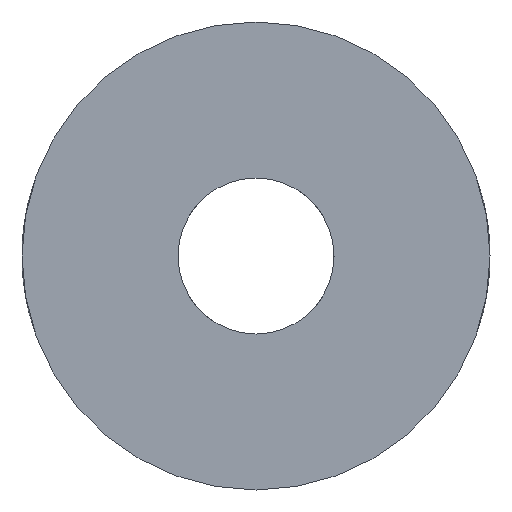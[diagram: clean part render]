
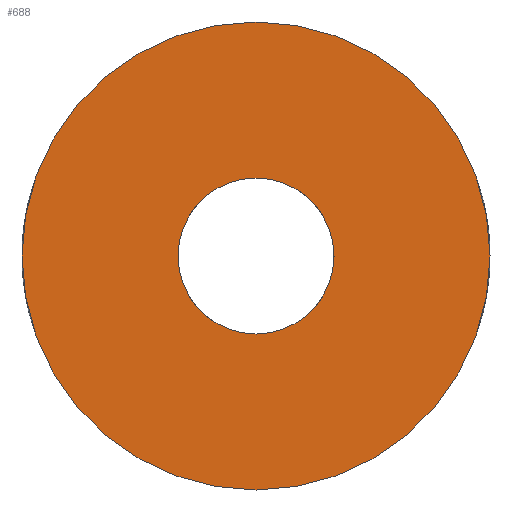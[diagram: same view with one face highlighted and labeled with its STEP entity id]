
A CAD part, front view. The second image highlights one B-rep face of the part: STEP entity #688.
In plain terms, the highlighted planar face has unit normal (0, -1, 0).
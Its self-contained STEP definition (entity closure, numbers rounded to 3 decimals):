
#2 = AXIS2_PLACEMENT_3D ( 'NONE', #656, #262, #54 ) ;
#15 = EDGE_CURVE ( 'NONE', #292, #77, #465, .T. ) ;
#54 = DIRECTION ( 'NONE',  ( 0., 0., 1. ) ) ;
#57 = AXIS2_PLACEMENT_3D ( 'NONE', #342, #426, #629 ) ;
#77 = VERTEX_POINT ( 'NONE', #171 ) ;
#92 = CARTESIAN_POINT ( 'NONE',  ( 0., 0., 0. ) ) ;
#119 = VERTEX_POINT ( 'NONE', #305 ) ;
#157 = DIRECTION ( 'NONE',  ( 0., 0., 1. ) ) ;
#159 = AXIS2_PLACEMENT_3D ( 'NONE', #92, #770, #302 ) ;
#160 = EDGE_LOOP ( 'NONE', ( #414, #222 ) ) ;
#171 = CARTESIAN_POINT ( 'NONE',  ( 0., 0., 6. ) ) ;
#222 = ORIENTED_EDGE ( 'NONE', *, *, #853, .T. ) ;
#262 = DIRECTION ( 'NONE',  ( 0., 1., 0. ) ) ;
#292 = VERTEX_POINT ( 'NONE', #547 ) ;
#302 = DIRECTION ( 'NONE',  ( 0., 0., 1. ) ) ;
#305 = CARTESIAN_POINT ( 'NONE',  ( 0., 0., -2. ) ) ;
#308 = DIRECTION ( 'NONE',  ( 0., 0., 1. ) ) ;
#311 = CIRCLE ( 'NONE', #57, 2. ) ;
#326 = EDGE_CURVE ( 'NONE', #423, #119, #311, .T. ) ;
#342 = CARTESIAN_POINT ( 'NONE',  ( 0., 0., 0. ) ) ;
#414 = ORIENTED_EDGE ( 'NONE', *, *, #326, .T. ) ;
#423 = VERTEX_POINT ( 'NONE', #642 ) ;
#426 = DIRECTION ( 'NONE',  ( 0., 1., 0. ) ) ;
#444 = CARTESIAN_POINT ( 'NONE',  ( 0., 0., 0. ) ) ;
#465 = CIRCLE ( 'NONE', #693, 6. ) ;
#495 = CARTESIAN_POINT ( 'NONE',  ( 0., 0., 0. ) ) ;
#497 = ORIENTED_EDGE ( 'NONE', *, *, #15, .F. ) ;
#499 = FACE_OUTER_BOUND ( 'NONE', #668, .T. ) ;
#500 = DIRECTION ( 'NONE',  ( 0., 1., 0. ) ) ;
#521 = EDGE_CURVE ( 'NONE', #77, #292, #537, .T. ) ;
#537 = CIRCLE ( 'NONE', #2, 6. ) ;
#547 = CARTESIAN_POINT ( 'NONE',  ( 0., 0., -6. ) ) ;
#567 = AXIS2_PLACEMENT_3D ( 'NONE', #495, #500, #157 ) ;
#571 = PLANE ( 'NONE',  #159 ) ;
#629 = DIRECTION ( 'NONE',  ( 0., 0., 1. ) ) ;
#642 = CARTESIAN_POINT ( 'NONE',  ( 0., 0., 2. ) ) ;
#656 = CARTESIAN_POINT ( 'NONE',  ( 0., 0., 0. ) ) ;
#668 = EDGE_LOOP ( 'NONE', ( #497, #831 ) ) ;
#688 = ADVANCED_FACE ( 'NONE', ( #714, #499 ), #571, .F. ) ;
#693 = AXIS2_PLACEMENT_3D ( 'NONE', #444, #777, #308 ) ;
#714 = FACE_BOUND ( 'NONE', #160, .T. ) ;
#770 = DIRECTION ( 'NONE',  ( 0., 1., 0. ) ) ;
#777 = DIRECTION ( 'NONE',  ( 0., 1., 0. ) ) ;
#831 = ORIENTED_EDGE ( 'NONE', *, *, #521, .F. ) ;
#839 = CIRCLE ( 'NONE', #567, 2. ) ;
#853 = EDGE_CURVE ( 'NONE', #119, #423, #839, .T. ) ;
